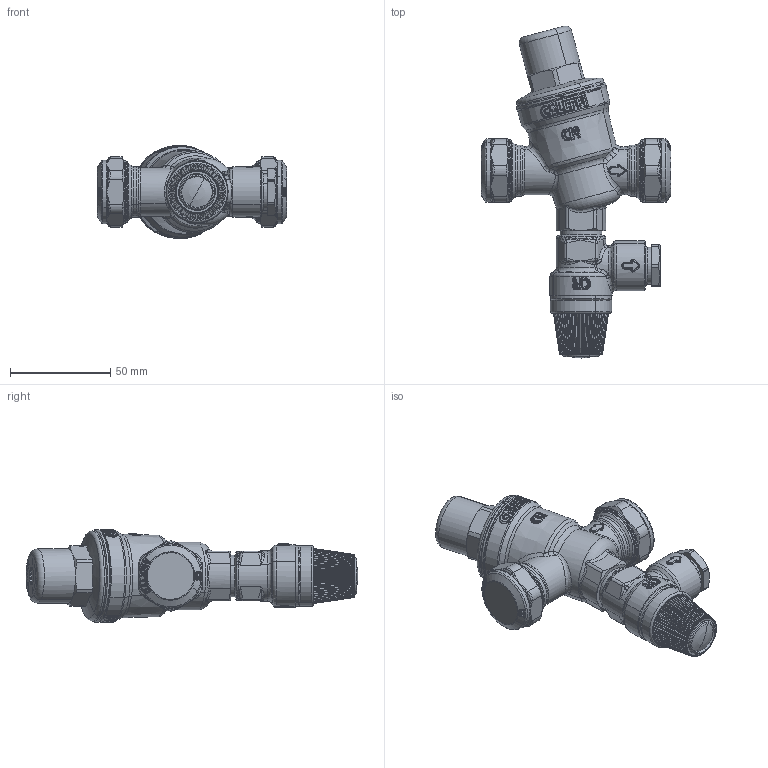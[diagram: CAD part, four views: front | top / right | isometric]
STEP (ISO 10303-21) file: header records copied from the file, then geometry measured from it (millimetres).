
FILE_DESCRIPTION(('CATIA V5 STEP Exchange','CAx-IF Rec.Pracs.--- Model Styling and Organization---1.4--- 2014-01-23','CAx-IF Rec.Pracs.---3D Tessellated Data Validation Properties---0.5---2014-09-14'),'2;1');
FILE_NAME('STEP_533954_-_TST.stp','2021-10-21T11:34:54+00:00',('none'),('none'),'CATIA Version 5-6 Release 2019 SP3','CATIA V5 STEP AP242 v1','none');
FILE_SCHEMA(('AP242_MANAGED_MODEL_BASED_3D_ENGINEERING_MIM_LF {1 0 10303 442 1 1 4}'));
Length unit declared in the file: millimetre
Products named in the file (1): 533954 - TST
Bounding box: 94.77 x 165.76 x 46.4 mm (x, y, z)
Volume: 184117.7 mm3; surface area: 28919.5 mm2
Topology: 1 solids, 1 shells, 3289 faces, 7890 edges, 4344 vertices
Faces by surface type: bspline 2220, cylinder 289, sphere 268, plane 213, torus 157, cone 142
Entity records: 200919 total; most frequent: CARTESIAN_POINT 147544, ORIENTED_EDGE 15142, EDGE_CURVE 7571, B_SPLINE_CURVE_WITH_KNOTS 5905, VERTEX_POINT 4344, EDGE_LOOP 3349, ADVANCED_FACE 3289, FACE_OUTER_BOUND 3289
